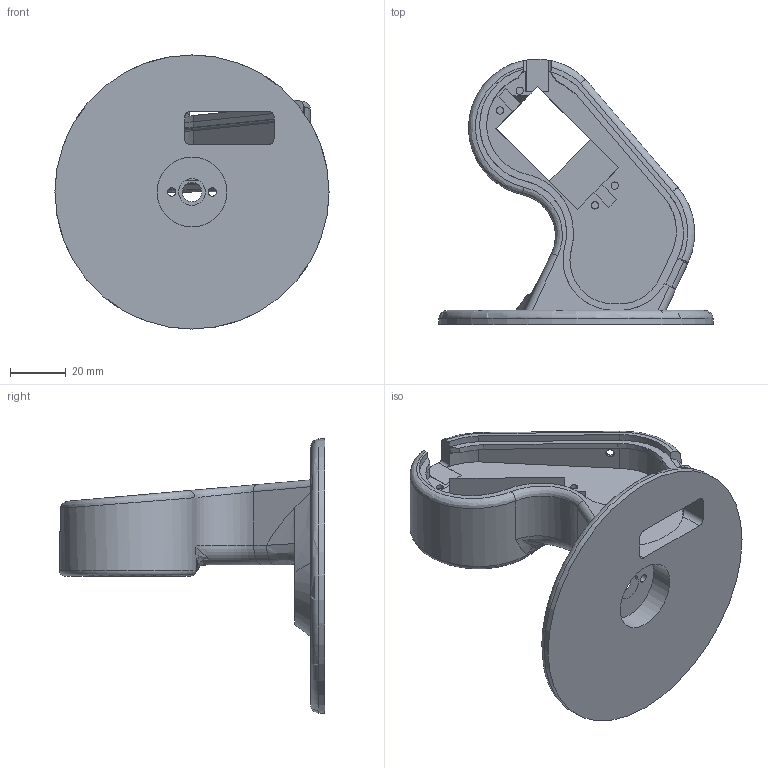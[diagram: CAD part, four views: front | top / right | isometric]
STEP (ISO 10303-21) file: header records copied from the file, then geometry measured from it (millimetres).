
FILE_DESCRIPTION(/* description */ (''),/* implementation_level */ '2;1');
FILE_NAME(/* name */ 'Eje Central.step',/* time_stamp */ '2024-04-02T11:33:04-05:00',/* author */ (''),/* organization */ (''),/* preprocessor_version */ 'ST-DEVELOPER v20',/* originating_system */ 'Autodesk Translation Framework v12.20.1.177',/* authorisation */ '');
FILE_SCHEMA (('AUTOMOTIVE_DESIGN { 1 0 10303 214 3 1 1 }'));
Length unit declared in the file: millimetre
Products named in the file (1): Eje Central
Bounding box: 98 x 94.76 x 98 mm (x, y, z)
Volume: 99804.9 mm3; surface area: 35941.2 mm2
Topology: 1 solids, 1 shells, 381 faces, 1104 edges, 728 vertices
Faces by surface type: bspline 263, plane 66, cylinder 44, torus 5, cone 3
Full cylindrical faces by diameter (mm): 2.6 x4, 3 x3, 25 x1, 98 x1
Entity records: 14614 total; most frequent: CARTESIAN_POINT 6898, ORIENTED_EDGE 2204, EDGE_CURVE 1102, DIRECTION 962, VERTEX_POINT 728, LINE 438, VECTOR 438, EDGE_LOOP 398
